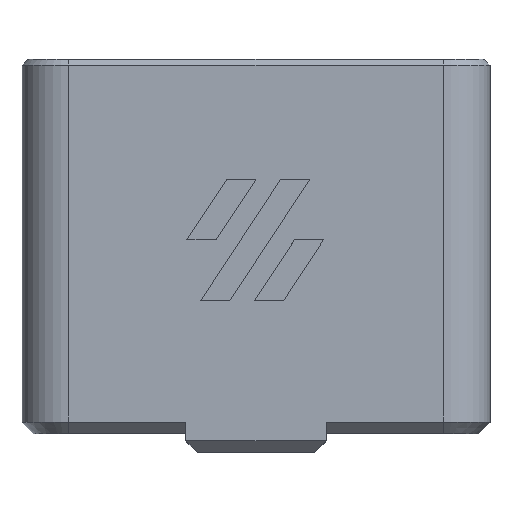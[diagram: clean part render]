
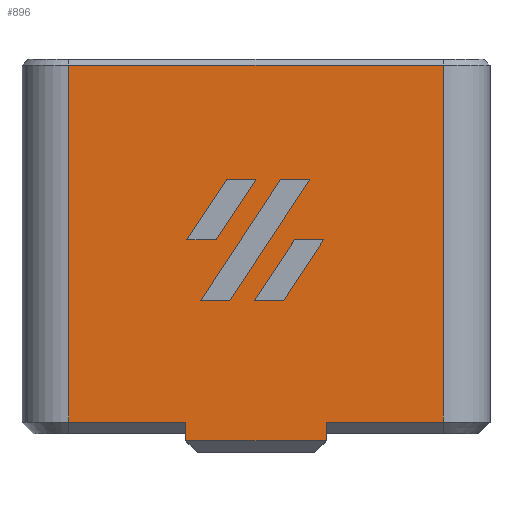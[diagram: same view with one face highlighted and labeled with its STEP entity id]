
A CAD part, top view. The second image highlights one B-rep face of the part: STEP entity #896.
In plain terms, the highlighted planar face has unit normal (0, 0, 1).
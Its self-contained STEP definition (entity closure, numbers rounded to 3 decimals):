
#33=FACE_BOUND('',#158,.T.);
#34=FACE_BOUND('',#159,.T.);
#35=FACE_BOUND('',#160,.T.);
#105=FACE_OUTER_BOUND('',#157,.T.);
#157=EDGE_LOOP('',(#788,#789,#790,#791,#792,#793,#794,#795));
#158=EDGE_LOOP('',(#796,#797,#798,#799));
#159=EDGE_LOOP('',(#800,#801,#802,#803));
#160=EDGE_LOOP('',(#804,#805,#806,#807));
#164=LINE('',#1242,#267);
#174=LINE('',#1269,#277);
#197=LINE('',#1328,#300);
#198=LINE('',#1337,#301);
#202=LINE('',#1345,#305);
#205=LINE('',#1351,#308);
#208=LINE('',#1356,#311);
#210=LINE('',#1362,#313);
#214=LINE('',#1370,#317);
#217=LINE('',#1376,#320);
#220=LINE('',#1381,#323);
#222=LINE('',#1387,#325);
#226=LINE('',#1395,#329);
#229=LINE('',#1401,#332);
#232=LINE('',#1406,#335);
#237=LINE('',#1416,#340);
#254=LINE('',#1463,#357);
#258=LINE('',#1470,#361);
#259=LINE('',#1472,#362);
#262=LINE('',#1478,#365);
#267=VECTOR('',#992,10.);
#277=VECTOR('',#1016,10.);
#300=VECTOR('',#1073,10.);
#301=VECTOR('',#1084,10.);
#305=VECTOR('',#1090,10.);
#308=VECTOR('',#1095,10.);
#311=VECTOR('',#1100,10.);
#313=VECTOR('',#1106,10.);
#317=VECTOR('',#1112,10.);
#320=VECTOR('',#1117,10.);
#323=VECTOR('',#1122,10.);
#325=VECTOR('',#1128,10.);
#329=VECTOR('',#1134,10.);
#332=VECTOR('',#1139,10.);
#335=VECTOR('',#1144,10.);
#340=VECTOR('',#1153,10.);
#357=VECTOR('',#1202,10.);
#361=VECTOR('',#1212,10.);
#362=VECTOR('',#1215,10.);
#365=VECTOR('',#1224,10.);
#367=VERTEX_POINT('',#1235);
#370=VERTEX_POINT('',#1240);
#376=VERTEX_POINT('',#1257);
#380=VERTEX_POINT('',#1267);
#399=VERTEX_POINT('',#1327);
#401=VERTEX_POINT('',#1335);
#402=VERTEX_POINT('',#1336);
#405=VERTEX_POINT('',#1344);
#407=VERTEX_POINT('',#1350);
#409=VERTEX_POINT('',#1360);
#410=VERTEX_POINT('',#1361);
#413=VERTEX_POINT('',#1369);
#415=VERTEX_POINT('',#1375);
#417=VERTEX_POINT('',#1385);
#418=VERTEX_POINT('',#1386);
#421=VERTEX_POINT('',#1394);
#423=VERTEX_POINT('',#1400);
#425=VERTEX_POINT('',#1410);
#439=VERTEX_POINT('',#1455);
#441=VERTEX_POINT('',#1461);
#445=EDGE_CURVE('',#370,#367,#164,.T.);
#458=EDGE_CURVE('',#380,#376,#174,.T.);
#488=EDGE_CURVE('',#376,#399,#197,.T.);
#492=EDGE_CURVE('',#401,#402,#198,.T.);
#496=EDGE_CURVE('',#405,#401,#202,.T.);
#499=EDGE_CURVE('',#407,#405,#205,.T.);
#502=EDGE_CURVE('',#402,#407,#208,.T.);
#504=EDGE_CURVE('',#409,#410,#210,.T.);
#508=EDGE_CURVE('',#413,#409,#214,.T.);
#511=EDGE_CURVE('',#415,#413,#217,.T.);
#514=EDGE_CURVE('',#410,#415,#220,.T.);
#516=EDGE_CURVE('',#417,#418,#222,.T.);
#520=EDGE_CURVE('',#421,#417,#226,.T.);
#523=EDGE_CURVE('',#423,#421,#229,.T.);
#526=EDGE_CURVE('',#418,#423,#232,.T.);
#531=EDGE_CURVE('',#399,#425,#237,.T.);
#554=EDGE_CURVE('',#441,#439,#254,.T.);
#558=EDGE_CURVE('',#425,#370,#258,.T.);
#559=EDGE_CURVE('',#441,#367,#259,.T.);
#562=EDGE_CURVE('',#439,#380,#262,.T.);
#788=ORIENTED_EDGE('',*,*,#445,.F.);
#789=ORIENTED_EDGE('',*,*,#558,.F.);
#790=ORIENTED_EDGE('',*,*,#531,.F.);
#791=ORIENTED_EDGE('',*,*,#488,.F.);
#792=ORIENTED_EDGE('',*,*,#458,.F.);
#793=ORIENTED_EDGE('',*,*,#562,.F.);
#794=ORIENTED_EDGE('',*,*,#554,.F.);
#795=ORIENTED_EDGE('',*,*,#559,.T.);
#796=ORIENTED_EDGE('',*,*,#492,.T.);
#797=ORIENTED_EDGE('',*,*,#502,.T.);
#798=ORIENTED_EDGE('',*,*,#499,.T.);
#799=ORIENTED_EDGE('',*,*,#496,.T.);
#800=ORIENTED_EDGE('',*,*,#504,.T.);
#801=ORIENTED_EDGE('',*,*,#514,.T.);
#802=ORIENTED_EDGE('',*,*,#511,.T.);
#803=ORIENTED_EDGE('',*,*,#508,.T.);
#804=ORIENTED_EDGE('',*,*,#516,.T.);
#805=ORIENTED_EDGE('',*,*,#526,.T.);
#806=ORIENTED_EDGE('',*,*,#523,.T.);
#807=ORIENTED_EDGE('',*,*,#520,.T.);
#845=PLANE('',#981);
#896=ADVANCED_FACE('',(#105,#33,#34,#35),#845,.T.);
#981=AXIS2_PLACEMENT_3D('',#1481,#1228,#1229);
#992=DIRECTION('',(-1.,0.,0.));
#1016=DIRECTION('',(1.,0.,0.));
#1073=DIRECTION('',(0.,-1.,0.));
#1084=DIRECTION('',(-1.,0.,0.));
#1090=DIRECTION('',(-0.549,-0.836,0.));
#1095=DIRECTION('',(1.,0.,0.));
#1100=DIRECTION('',(0.549,0.836,0.));
#1106=DIRECTION('',(0.549,0.836,0.));
#1112=DIRECTION('',(-1.,0.,0.));
#1117=DIRECTION('',(-0.549,-0.836,0.));
#1122=DIRECTION('',(1.,0.,0.));
#1128=DIRECTION('',(0.549,0.836,0.));
#1134=DIRECTION('',(-1.,0.,0.));
#1139=DIRECTION('',(-0.549,-0.836,0.));
#1144=DIRECTION('',(1.,0.,0.));
#1153=DIRECTION('',(-1.,0.,0.));
#1202=DIRECTION('',(-1.,0.,0.));
#1212=DIRECTION('',(0.,-1.,0.));
#1215=DIRECTION('',(0.,-1.,0.));
#1224=DIRECTION('',(0.,1.,0.));
#1228=DIRECTION('center_axis',(0.,0.,1.));
#1229=DIRECTION('ref_axis',(1.,0.,0.));
#1235=CARTESIAN_POINT('',(-3.,-2.5,-0.8));
#1240=CARTESIAN_POINT('',(3.,-2.5,-0.8));
#1242=CARTESIAN_POINT('',(-5.,-2.5,-0.8));
#1257=CARTESIAN_POINT('',(8.,13.55,-0.8));
#1267=CARTESIAN_POINT('',(-8.,13.55,-0.8));
#1269=CARTESIAN_POINT('',(-5.,13.55,-0.8));
#1327=CARTESIAN_POINT('',(8.,-1.7,-0.8));
#1328=CARTESIAN_POINT('',(8.,-2.2,-0.8));
#1335=CARTESIAN_POINT('',(-1.705,6.081,-0.8));
#1336=CARTESIAN_POINT('',(-2.951,6.081,-0.8));
#1337=CARTESIAN_POINT('',(-5.852,6.081,-0.8));
#1344=CARTESIAN_POINT('',(0.,8.674,-0.8));
#1345=CARTESIAN_POINT('',(-4.004,2.582,-0.8));
#1350=CARTESIAN_POINT('',(-1.246,8.674,-0.8));
#1351=CARTESIAN_POINT('',(-5.623,8.674,-0.8));
#1356=CARTESIAN_POINT('',(-5.915,1.572,-0.8));
#1360=CARTESIAN_POINT('',(-2.359,3.488,-0.8));
#1361=CARTESIAN_POINT('',(1.05,8.674,-0.8));
#1362=CARTESIAN_POINT('',(-4.817,-0.252,-0.8));
#1369=CARTESIAN_POINT('',(-1.113,3.488,-0.8));
#1370=CARTESIAN_POINT('',(-5.557,3.488,-0.8));
#1375=CARTESIAN_POINT('',(2.296,8.674,-0.8));
#1376=CARTESIAN_POINT('',(-2.055,2.055,-0.8));
#1381=CARTESIAN_POINT('',(-4.475,8.674,-0.8));
#1385=CARTESIAN_POINT('',(-0.063,3.488,-0.8));
#1386=CARTESIAN_POINT('',(1.641,6.081,-0.8));
#1387=CARTESIAN_POINT('',(-2.867,-0.779,-0.8));
#1394=CARTESIAN_POINT('',(1.183,3.488,-0.8));
#1395=CARTESIAN_POINT('',(-4.409,3.488,-0.8));
#1400=CARTESIAN_POINT('',(2.887,6.081,-0.8));
#1401=CARTESIAN_POINT('',(-0.957,0.232,-0.8));
#1406=CARTESIAN_POINT('',(-4.179,6.081,-0.8));
#1410=CARTESIAN_POINT('',(3.,-1.7,-0.8));
#1416=CARTESIAN_POINT('',(-5.,-1.7,-0.8));
#1455=CARTESIAN_POINT('',(-8.,-1.7,-0.8));
#1461=CARTESIAN_POINT('',(-3.,-1.7,-0.8));
#1463=CARTESIAN_POINT('',(-5.,-1.7,-0.8));
#1470=CARTESIAN_POINT('',(3.,-2.2,-0.8));
#1472=CARTESIAN_POINT('',(-3.,-2.2,-0.8));
#1478=CARTESIAN_POINT('',(-8.,-2.2,-0.8));
#1481=CARTESIAN_POINT('Origin',(-10.,-2.2,-0.8));
